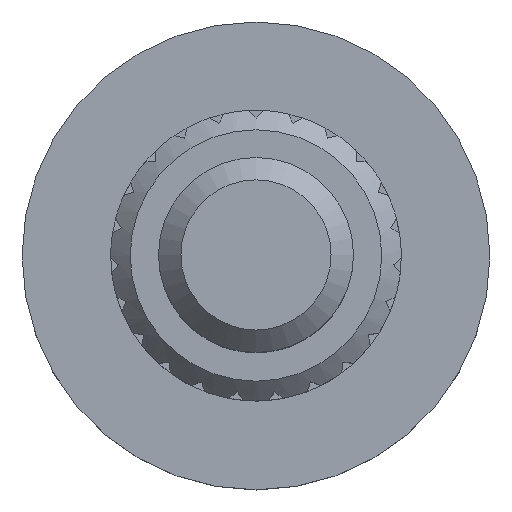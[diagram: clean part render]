
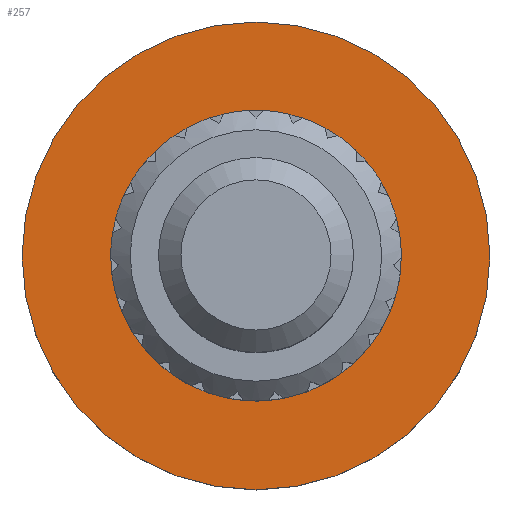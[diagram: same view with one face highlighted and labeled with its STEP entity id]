
A CAD part, top view. The second image highlights one B-rep face of the part: STEP entity #257.
In plain terms, the highlighted planar face has unit normal (0, 0, 1).
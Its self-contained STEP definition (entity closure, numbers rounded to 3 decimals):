
#257 = ADVANCED_FACE( '', ( #547, #548 ), #549, .F. );
#547 = FACE_BOUND( '', #864, .T. );
#548 = FACE_OUTER_BOUND( '', #865, .T. );
#549 = PLANE( '', #866 );
#864 = EDGE_LOOP( '', ( #1514 ) );
#865 = EDGE_LOOP( '', ( #1515 ) );
#866 = AXIS2_PLACEMENT_3D( '', #1516, #1517, #1518 );
#1514 = ORIENTED_EDGE( '', *, *, #1940, .T. );
#1515 = ORIENTED_EDGE( '', *, *, #1855, .F. );
#1516 = CARTESIAN_POINT( '', ( 0., 0., 2. ) );
#1517 = DIRECTION( '', ( 0., 0., -1. ) );
#1518 = DIRECTION( '', ( -1., 0., 0. ) );
#1855 = EDGE_CURVE( '', #2197, #2197, #2198, .T. );
#1940 = EDGE_CURVE( '', #2348, #2348, #2349, .T. );
#2197 = VERTEX_POINT( '', #2686 );
#2198 = CIRCLE( '', #2687, 6. );
#2348 = VERTEX_POINT( '', #3049 );
#2349 = CIRCLE( '', #3050, 3.724 );
#2686 = CARTESIAN_POINT( '', ( 6., 0., 2. ) );
#2687 = AXIS2_PLACEMENT_3D( '', #3595, #3596, #3597 );
#3049 = CARTESIAN_POINT( '', ( 3.724, 0., 2. ) );
#3050 = AXIS2_PLACEMENT_3D( '', #3633, #3634, #3635 );
#3595 = CARTESIAN_POINT( '', ( 0., 0., 2. ) );
#3596 = DIRECTION( '', ( 0., 0., -1. ) );
#3597 = DIRECTION( '', ( 1., 0., 0. ) );
#3633 = CARTESIAN_POINT( '', ( 0., 0., 2. ) );
#3634 = DIRECTION( '', ( 0., 0., -1. ) );
#3635 = DIRECTION( '', ( 1., 0., 0. ) );
